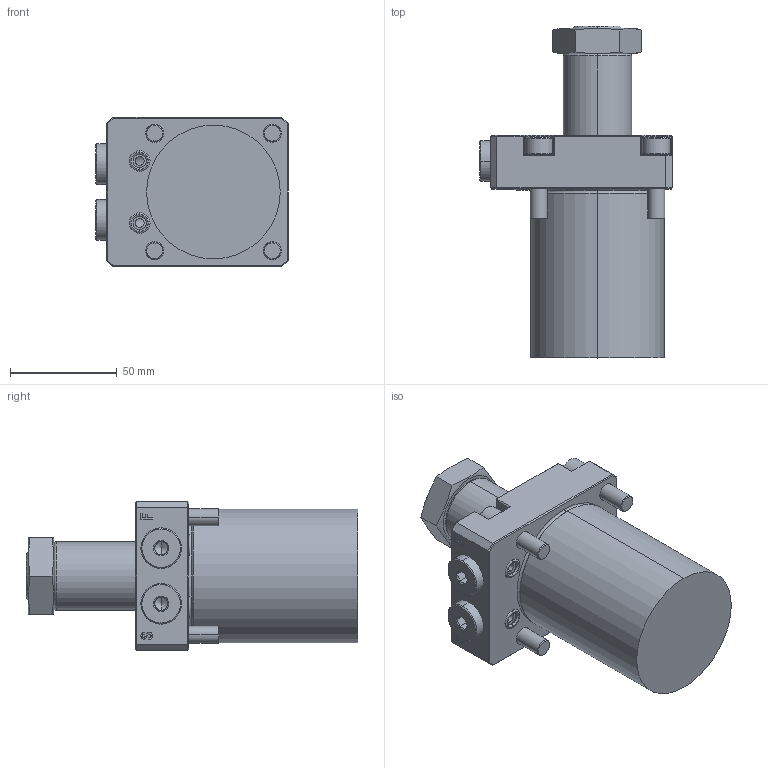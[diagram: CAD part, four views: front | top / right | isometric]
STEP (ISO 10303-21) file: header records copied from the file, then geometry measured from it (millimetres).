
FILE_DESCRIPTION (( 'STEP AP214' ), '1' );
FILE_NAME ('MVI-FS453230-90E.step', '2023-11-02T19:15:12', ( '' ), ( '' ), 'SwSTEP 2.0', 'SolidWorks 2020', '' );
FILE_SCHEMA (( 'AUTOMOTIVE_DESIGN' ));
Length unit declared in the file: millimetre
Products named in the file (1): MVI-FS453230-90E
Bounding box: 90 x 155.15 x 70 mm (x, y, z)
Volume: 386734.4 mm3; surface area: 64676 mm2
Topology: 9 solids, 11 shells, 439 faces, 1015 edges, 627 vertices
Faces by surface type: plane 204, cylinder 104, cone 61, torus 36, bspline 34
Entity records: 15674 total; most frequent: CARTESIAN_POINT 4180, DIRECTION 2048, ORIENTED_EDGE 2014, EDGE_CURVE 1007, AXIS2_PLACEMENT_3D 739, VERTEX_POINT 627, LINE 570, VECTOR 570
